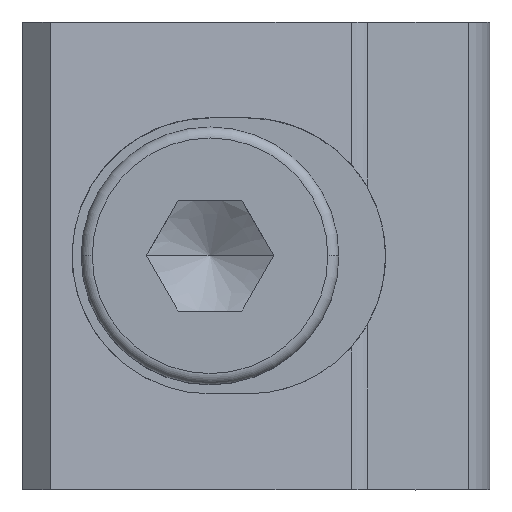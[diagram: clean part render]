
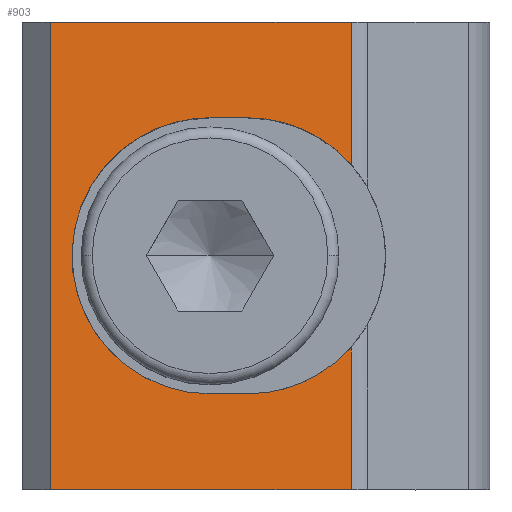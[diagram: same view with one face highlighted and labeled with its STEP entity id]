
A CAD part, top view. The second image highlights one B-rep face of the part: STEP entity #903.
In plain terms, the highlighted planar face has unit normal (0.118, 0, 0.993).
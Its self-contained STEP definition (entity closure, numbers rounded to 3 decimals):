
#367=VERTEX_POINT('',#989);
#375=EDGE_CURVE('',#919,#611,#997,.T.);
#519=VERTEX_POINT('',#1151);
#563=EDGE_CURVE('',#695,#919,#1198,.T.);
#595=EDGE_CURVE('',#923,#829,#1234,.T.);
#611=VERTEX_POINT('',#1252);
#615=EDGE_CURVE('',#679,#923,#1256,.T.);
#651=EDGE_CURVE('',#679,#719,#1297,.T.);
#667=VERTEX_POINT('',#1313);
#679=VERTEX_POINT('',#1325);
#695=VERTEX_POINT('',#1342);
#719=VERTEX_POINT('',#1371);
#729=EDGE_CURVE('',#367,#695,#1382,.T.);
#741=EDGE_CURVE('',#519,#367,#1395,.T.);
#775=EDGE_CURVE('',#667,#719,#1434,.T.);
#823=EDGE_CURVE('',#829,#519,#1489,.T.);
#829=VERTEX_POINT('',#1495);
#835=EDGE_CURVE('',#611,#667,#1501,.T.);
#903=ADVANCED_FACE('',(#1577),#1578,.T.);
#919=VERTEX_POINT('',#1597);
#923=VERTEX_POINT('',#1601);
#989=CARTESIAN_POINT('',(1.02,3.75,6.765));
#997=LINE('',#1700,#1701);
#1151=CARTESIAN_POINT('',(0.,3.75,6.886));
#1198=LINE('',#2041,#2042);
#1234=LINE('',#2088,#2089);
#1252=CARTESIAN_POINT('',(-4.34,6.35,7.4));
#1256=ELLIPSE('',#2117,3.776,3.75);
#1297=LINE('',#2181,#2182);
#1313=CARTESIAN_POINT('',(-4.34,-6.35,7.4));
#1325=CARTESIAN_POINT('',(3.836,-2.476,6.431));
#1342=CARTESIAN_POINT('',(3.836,2.476,6.431));
#1371=CARTESIAN_POINT('',(3.836,-6.35,6.431));
#1382=ELLIPSE('',#2285,3.776,3.75);
#1395=LINE('',#2302,#2303);
#1434=LINE('',#2355,#2356);
#1489=ELLIPSE('',#2435,3.776,3.75);
#1495=CARTESIAN_POINT('',(0.,-3.75,6.886));
#1501=LINE('',#2450,#2451);
#1577=FACE_OUTER_BOUND('',#2560,.T.);
#1578=PLANE('',#2561);
#1597=CARTESIAN_POINT('',(3.836,6.35,6.431));
#1601=CARTESIAN_POINT('',(1.02,-3.75,6.765));
#1700=CARTESIAN_POINT('',(3.836,6.35,6.431));
#1701=VECTOR('',#2659,1.0);
#2041=CARTESIAN_POINT('',(3.836,0.,6.431));
#2042=VECTOR('',#2850,1.0);
#2088=CARTESIAN_POINT('',(-1.44,-3.75,7.056));
#2089=VECTOR('',#2899,1.0);
#2117=AXIS2_PLACEMENT_3D('',#2926,#2927,#2928);
#2181=CARTESIAN_POINT('',(3.836,0.,6.431));
#2182=VECTOR('',#2985,1.0);
#2285=AXIS2_PLACEMENT_3D('',#3051,#3052,#3053);
#2302=CARTESIAN_POINT('',(2.145,3.75,6.632));
#2303=VECTOR('',#3066,1.0);
#2355=CARTESIAN_POINT('',(3.836,-6.35,6.431));
#2356=VECTOR('',#3133,1.0);
#2435=AXIS2_PLACEMENT_3D('',#3215,#3216,#3217);
#2450=CARTESIAN_POINT('',(-4.34,0.,7.4));
#2451=VECTOR('',#3219,1.0);
#2560=EDGE_LOOP('',(#3323,#3324,#3325,#3326,#3327,#3328,#3329,#3330,#3331,#3332));
#2561=AXIS2_PLACEMENT_3D('',#3333,#3334,#3335);
#2659=DIRECTION('',(-0.993,0.,0.118));
#2850=DIRECTION('',(0.0,1.0,0.));
#2899=DIRECTION('',(-0.993,0.,0.118));
#2926=CARTESIAN_POINT('',(1.02,0.,6.765));
#2927=DIRECTION('',(-0.118,0.,-0.993));
#2928=DIRECTION('',(0.993,0.,-0.118));
#2985=DIRECTION('',(0.0,-1.0,0.));
#3051=CARTESIAN_POINT('',(1.02,0.,6.765));
#3052=DIRECTION('',(-0.118,0.,-0.993));
#3053=DIRECTION('',(0.993,0.,-0.118));
#3066=DIRECTION('',(0.993,0.,-0.118));
#3133=DIRECTION('',(0.993,0.,-0.118));
#3215=CARTESIAN_POINT('',(0.,0.,6.886));
#3216=DIRECTION('',(-0.118,0.,-0.993));
#3217=DIRECTION('',(-0.993,0.,0.118));
#3219=DIRECTION('',(0.0,-1.0,0.));
#3323=ORIENTED_EDGE('',*,*,#823,.T.);
#3324=ORIENTED_EDGE('',*,*,#741,.T.);
#3325=ORIENTED_EDGE('',*,*,#729,.T.);
#3326=ORIENTED_EDGE('',*,*,#563,.T.);
#3327=ORIENTED_EDGE('',*,*,#375,.T.);
#3328=ORIENTED_EDGE('',*,*,#835,.T.);
#3329=ORIENTED_EDGE('',*,*,#775,.T.);
#3330=ORIENTED_EDGE('',*,*,#651,.F.);
#3331=ORIENTED_EDGE('',*,*,#615,.T.);
#3332=ORIENTED_EDGE('',*,*,#595,.T.);
#3333=CARTESIAN_POINT('',(-4.34,0.,7.4));
#3334=DIRECTION('',(0.118,0.,0.993));
#3335=DIRECTION('',(0.0,-1.0,0.));
